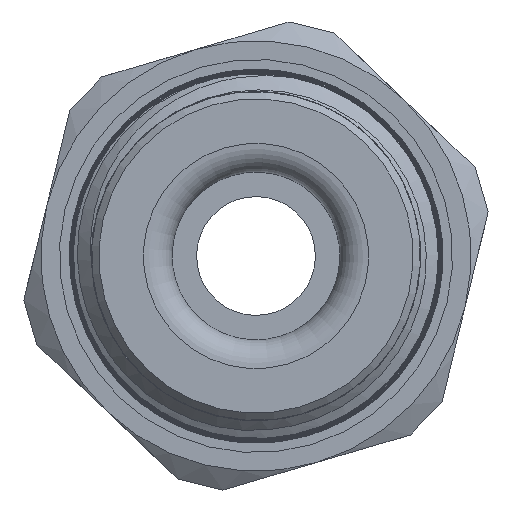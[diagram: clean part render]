
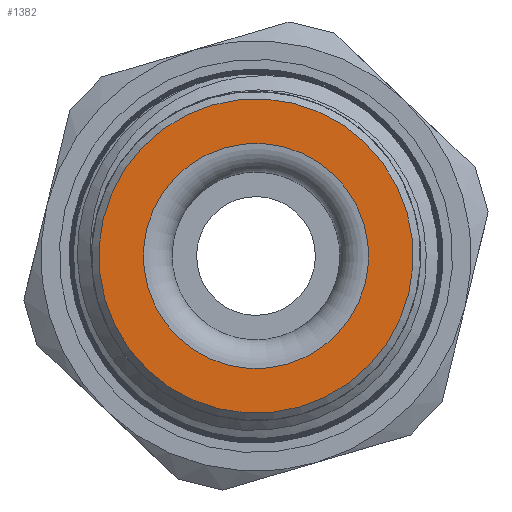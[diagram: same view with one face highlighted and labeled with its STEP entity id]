
A CAD part, left-side view. The second image highlights one B-rep face of the part: STEP entity #1382.
In plain terms, the highlighted planar face has unit normal (-1, 0, 0).
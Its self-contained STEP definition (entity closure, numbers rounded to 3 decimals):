
#188=PLANE('',#1578);
#252=FACE_BOUND('',#449,.T.);
#326=FACE_OUTER_BOUND('',#448,.T.);
#448=EDGE_LOOP('',(#1140));
#449=EDGE_LOOP('',(#1141));
#527=CIRCLE('',#1557,10.953);
#540=CIRCLE('',#1575,7.85);
#649=VERTEX_POINT('',#3482);
#672=VERTEX_POINT('',#9703);
#806=EDGE_CURVE('',#649,#649,#527,.T.);
#838=EDGE_CURVE('',#672,#672,#540,.T.);
#1140=ORIENTED_EDGE('',*,*,#806,.T.);
#1141=ORIENTED_EDGE('',*,*,#838,.F.);
#1382=ADVANCED_FACE('',(#326,#252),#188,.T.);
#1557=AXIS2_PLACEMENT_3D('',#3483,#1818,#1819);
#1575=AXIS2_PLACEMENT_3D('',#9704,#1854,#1855);
#1578=AXIS2_PLACEMENT_3D('',#9708,#1860,#1861);
#1818=DIRECTION('center_axis',(-1.,0.,0.));
#1819=DIRECTION('ref_axis',(0.,1.,0.));
#1854=DIRECTION('center_axis',(-1.,0.,0.));
#1855=DIRECTION('ref_axis',(0.,-1.,0.));
#1860=DIRECTION('center_axis',(-1.,0.,0.));
#1861=DIRECTION('ref_axis',(0.,0.,1.));
#3482=CARTESIAN_POINT('',(-40.87,10.953,0.));
#3483=CARTESIAN_POINT('Origin',(-40.87,0.,0.));
#9703=CARTESIAN_POINT('',(-40.87,7.85,0.));
#9704=CARTESIAN_POINT('Origin',(-40.87,0.,0.));
#9708=CARTESIAN_POINT('Origin',(-40.87,11.453,0.));
